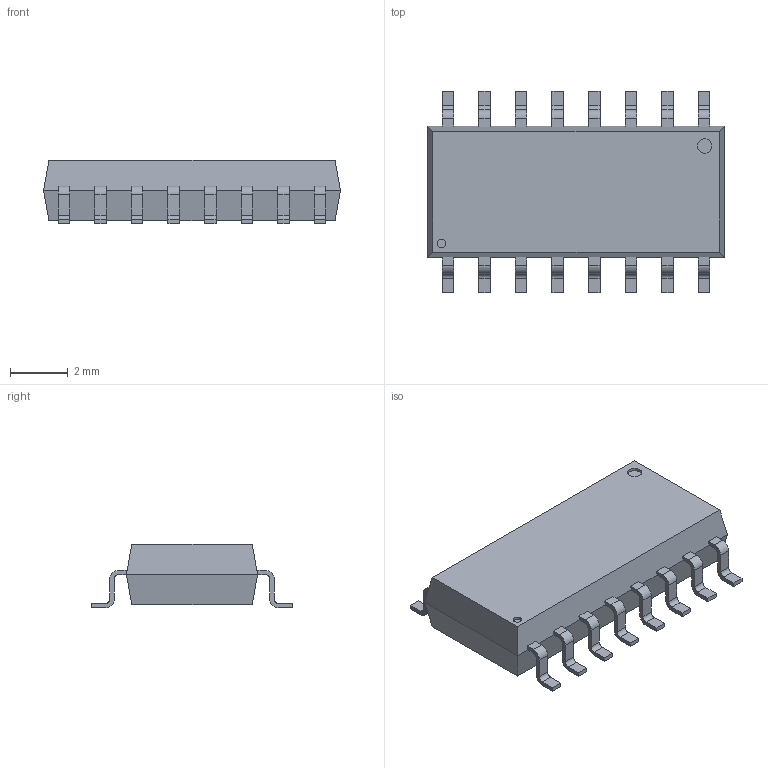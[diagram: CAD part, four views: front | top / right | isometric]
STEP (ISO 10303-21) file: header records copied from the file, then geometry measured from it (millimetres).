
FILE_DESCRIPTION (( 'STEP AP214' ), '1' );
FILE_NAME ('SO16.STEP', '2017-12-27T01:46:18', ( 'admin' ), ( 'Microsoft' ), 'SwSTEP 2.0', 'SolidWorks 2015', '' );
FILE_SCHEMA (( 'AUTOMOTIVE_DESIGN' ));
Length unit declared in the file: millimetre
Products named in the file (1): SO16
Bounding box: 10.3 x 7 x 2.2 mm (x, y, z)
Volume: 94.8 mm3; surface area: 185.6 mm2
Topology: 17 solids, 17 shells, 240 faces, 608 edges, 404 vertices
Faces by surface type: plane 172, cylinder 68
Entity records: 9684 total; most frequent: CARTESIAN_POINT 1253, DIRECTION 1226, ORIENTED_EDGE 1216, EDGE_CURVE 608, LINE 472, VECTOR 472, VERTEX_POINT 404, AXIS2_PLACEMENT_3D 377
